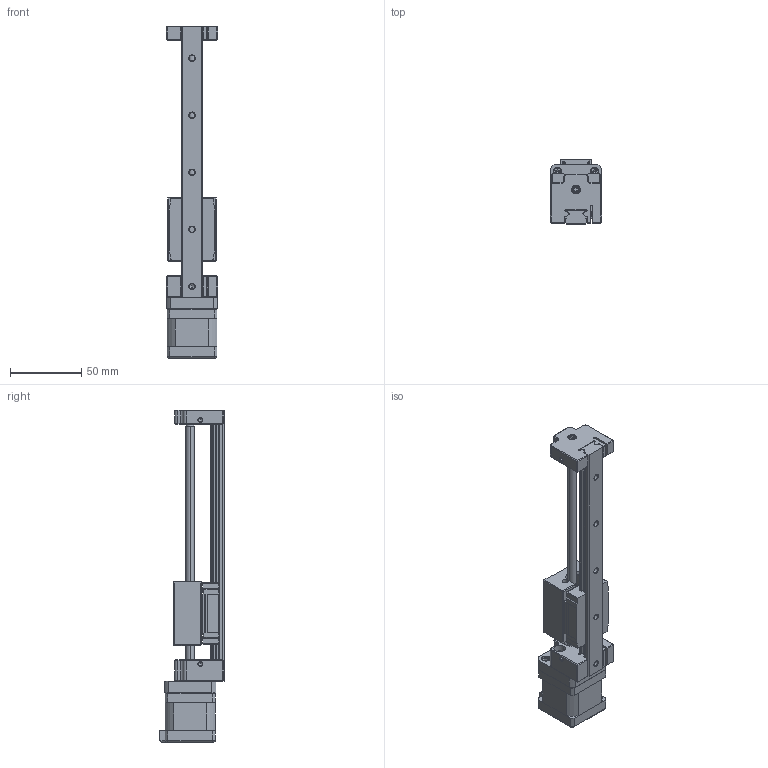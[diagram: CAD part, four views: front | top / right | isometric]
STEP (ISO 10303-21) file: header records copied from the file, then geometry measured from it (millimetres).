
FILE_DESCRIPTION (( 'STEP AP203' ), '1' );
FILE_NAME ('MS35-3C20T-LAE1-100-0.STEP', '2019-01-14T04:43:26', ( '' ), ( '' ), 'SwSTEP 2.0', 'SolidWorks 2014', '' );
FILE_SCHEMA (( 'CONFIG_CONTROL_DESIGN' ));
Length unit declared in the file: millimetre
Products named in the file (1): MS35-3C20T-LAE1-100-0
Bounding box: 36 x 44.96 x 232.6 mm (x, y, z)
Volume: 128812.7 mm3; surface area: 66157.4 mm2
Topology: 30 solids, 34 shells, 1620 faces, 3923 edges, 2429 vertices
Faces by surface type: plane 693, cylinder 552, cone 299, torus 56, bspline 12, sphere 8
Entity records: 60419 total; most frequent: CARTESIAN_POINT 22157, DIRECTION 8254, ORIENTED_EDGE 7746, EDGE_CURVE 3873, AXIS2_PLACEMENT_3D 3066, VERTEX_POINT 2429, LINE 2122, VECTOR 2122
